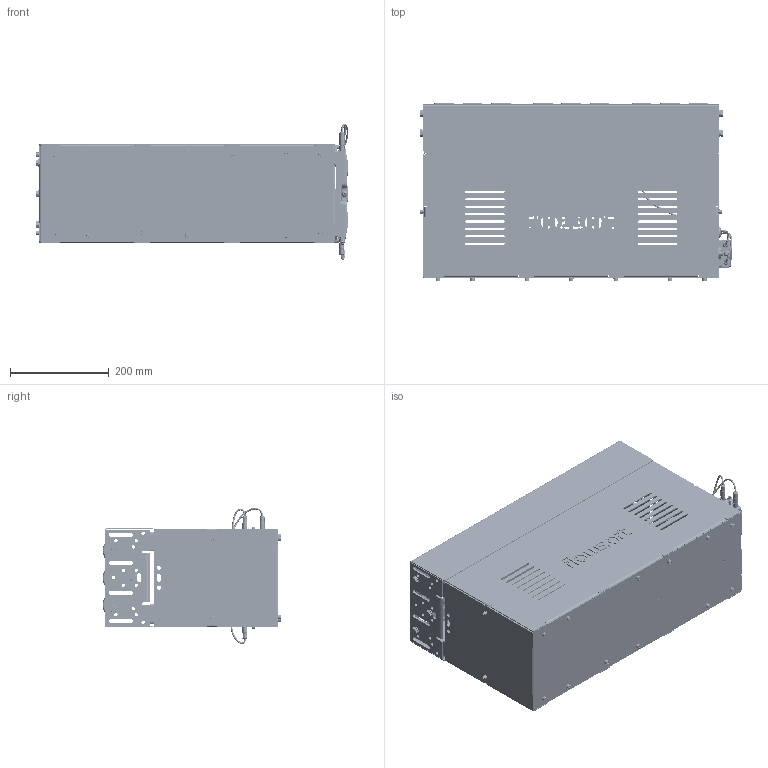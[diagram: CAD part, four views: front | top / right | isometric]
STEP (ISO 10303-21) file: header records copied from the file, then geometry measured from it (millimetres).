
FILE_DESCRIPTION (( 'STEP AP214' ), '1' );
FILE_NAME ('24V SLD0600-200_A-Tab.STEP', '2023-08-21T12:20:39', ( '' ), ( '' ), 'SwSTEP 2.0', 'SolidWorks 2022', '' );
FILE_SCHEMA (( 'AUTOMOTIVE_DESIGN' ));
Length unit declared in the file: millimetre
Products named in the file (165): I000002; F000074_RETAINING RING M35 D471 SS; F000003_SOCKET HEAD M5X12 D912 ZP; F000060_SELF-CLINCHING NUT M5 PEM-S-M5-2 ZP; S000003; V000052_6807; T000008; T000053; F000001_COUNTERSUNK M5X10 D7991 ZP; M000152; P000001_30mm S000016; F000013_SOCKET HEAD M5X16 D912 ZP; F000035_COUNTERSUNK M5X10 D7991 BLACK; F000079_RETAINING RING M10 D471 SS; T000032; S000002; M000055; F000078_COUNTERSUNK M5X16 D7991 ZP; I000004; V000053_6902; F000021_HEX M8X16 D933 ZP; F000006_RETAINING RING M30 D471 SS; T000005; F000076_PLAIN WASHER M5 D125A ZP; F000041_SPRING LOCK WASHER M5 D127B; F000054_SOCKET HEAD M5X14 D912 ZP; F000053_SPRING LOCK WASHER M6 D127B; F000072_SOCKET BUTTON HEAD SCREW M5X16 I7380 ZP; T000004; S000055_Cordless; M000144; M000154_R01; I000003; F000004_CIRTEQ RETAINING RING 10; F000042_WASHER M6X38 ZP; M000154; F000043_SOCKET BUTTON HEAD SCREW M6X12 I7380 ZP; V000003; F000005_SOCKET HEAD M5X20 D7500E ZP; F000031_KEY 5X5X20 D6880 ...
Assembly tree (132 placements, depth 4):
  F000074_RETAINING RING M35 D471 SS
  V000052_6807
  T000053
  F000001_COUNTERSUNK M5X10 D7991 ZP
  P000001_30mm S000016
Bounding box: 633.76 x 362.17 x 276.13 mm (x, y, z)
Volume: 1974624.6 mm3; surface area: 2021395.2 mm2
Topology: 155 solids, 163 shells, 8121 faces, 21499 edges, 14066 vertices
Faces by surface type: plane 4433, bspline 1749, cylinder 1569, cone 237, torus 122, sphere 11
Full cylindrical faces by diameter (mm): 0.217 x2, 0.9 x24, 1 x24, 1.2 x8, 1.3 x4, 1.4 x4, 1.5 x4, 1.6 x8, 2 x6, 2.5 x4, 4 x4, 4.2 x20, 4.6 x3, 5 x45, 5.2 x12, 5.4 x12, 5.6 x2, 5.7 x6, 5.8 x2, 5.932 x4, 6 x2, 6.38 x8, 6.4 x8, 6.5 x2, 6.6 x3, 6.8 x32, 6.9 x2, 6.917 x3, 7.2 x2, 7.5 x2
Entity records: 323875 total; most frequent: CARTESIAN_POINT 99954, ORIENTED_EDGE 38880, DIRECTION 30970, EDGE_CURVE 19440, VERTEX_POINT 13073, LINE 12236, VECTOR 12236, AXIS2_PLACEMENT_3D 9367
